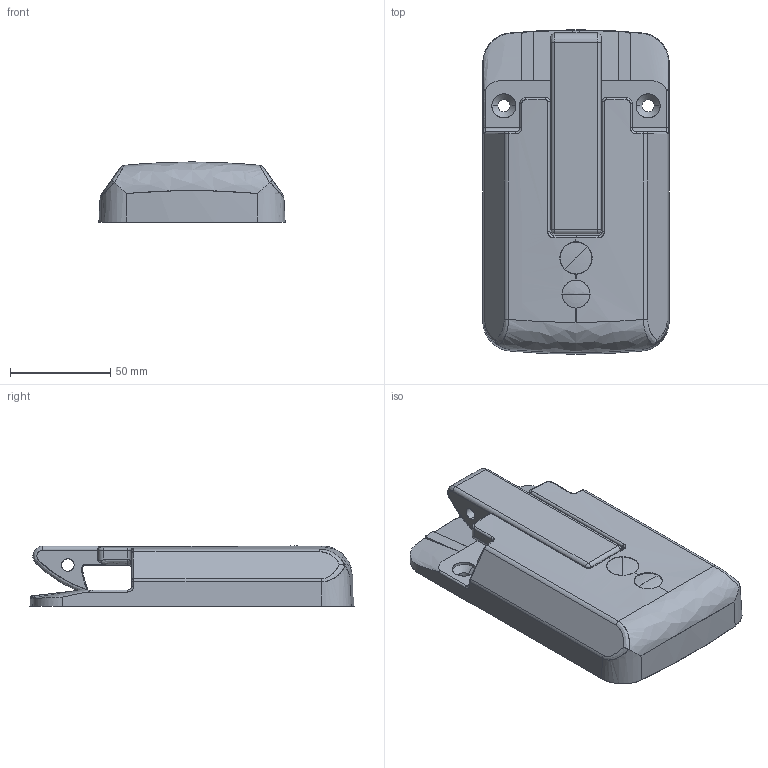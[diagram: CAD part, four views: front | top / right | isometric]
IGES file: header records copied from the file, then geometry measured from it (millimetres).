
Start section: SolidWorks IGES file using analytic representation for surfaces
Global section: file name: FA-812-C-2S-2.IGS,15; native system: HSolidWorks 2018; preprocessor: SolidWorks 2018; author: 1337yo; date: 210414.105948; units: millimetre
Bounding box: 93 x 162 x 30.09 mm (x, y, z)
Surface area: 71703 mm2 (no closed solid volume)
Topology: 0 solids, 0 shells, 605 faces, 6641 edges, 6629 vertices
Faces by surface type: bspline 338, revolution 267
